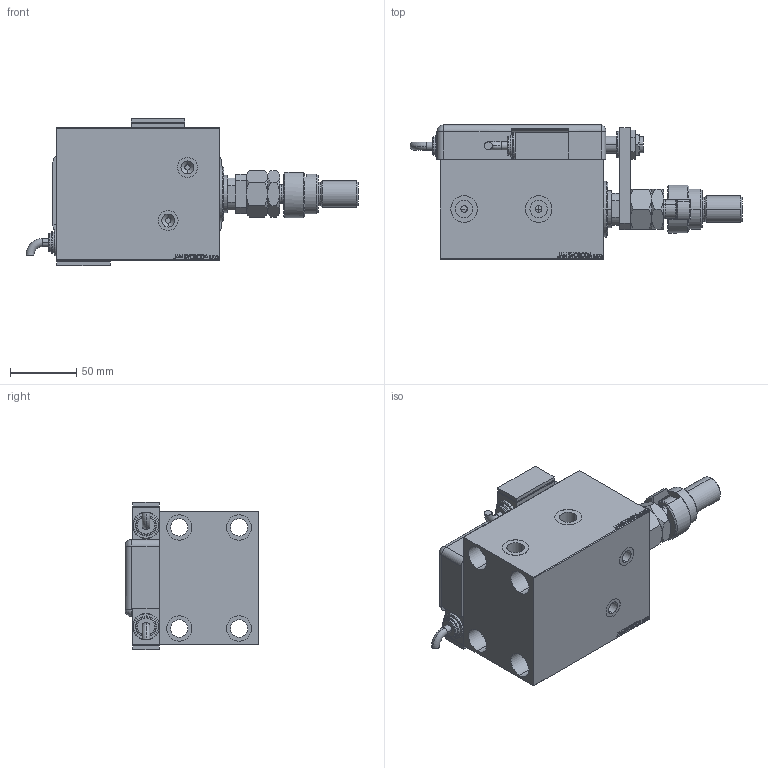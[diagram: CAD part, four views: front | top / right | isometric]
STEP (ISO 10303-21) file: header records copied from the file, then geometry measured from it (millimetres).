
FILE_DESCRIPTION (( 'STEP AP203' ), '1' );
FILE_NAME ('f6fd.STEP', '2022-04-17T15:45:05', ( '' ), ( '' ), 'SwSTEP 2.0', 'SolidWorks 2019', '' );
FILE_SCHEMA (( 'CONFIG_CONTROL_DESIGN' ));
Length unit declared in the file: millimetre
Products named in the file (16): SWITCH Q 119e8072575fb00225080de6c9d09ca2; FEMALE_PART_FOR_DFA 119e8072575fb00225080de6c9d09ca2; MAGNETIC SWITCH Q 119e8072575fb00225080de6c9d09ca2; V450CP_C 119e8072575fb00225080de6c9d09ca2; TYC 119e8072575fb00225080de6c9d09ca2; SWITCH_Q_FRONT_BACK 119e8072575fb00225080de6c9d09ca2; V450CP_B_VCP 119e8072575fb00225080de6c9d09ca2; f6fd; MFA 119e8072575fb00225080de6c9d09ca2; Q_T_W_DFA 119e8072575fb00225080de6c9d09ca2; SWITCH DIM A_G 119e8072575fb00225080de6c9d09ca2; NUT_D13 119e8072575fb00225080de6c9d09ca2; KRYT 119e8072575fb00225080de6c9d09ca2; ZARAZKA_Q 119e8072575fb00225080de6c9d09ca2; NUT_D19 119e8072575fb00225080de6c9d09ca2; V450CP_VC_B 119e8072575fb00225080de6c9d09ca2
Assembly tree (16 placements, depth 3):
  f6fd
    V450CP_C 119e8072575fb00225080de6c9d09ca2
    MAGNETIC SWITCH Q 119e8072575fb00225080de6c9d09ca2
      SWITCH_Q_FRONT_BACK 119e8072575fb00225080de6c9d09ca2
      TYC 119e8072575fb00225080de6c9d09ca2
      ZARAZKA_Q 119e8072575fb00225080de6c9d09ca2
      SWITCH DIM A_G 119e8072575fb00225080de6c9d09ca2
      NUT_D19 119e8072575fb00225080de6c9d09ca2
      NUT_D13 119e8072575fb00225080de6c9d09ca2
      KRYT 119e8072575fb00225080de6c9d09ca2
      SWITCH Q 119e8072575fb00225080de6c9d09ca2  x2
    Q_T_W_DFA 119e8072575fb00225080de6c9d09ca2
      FEMALE_PART_FOR_DFA 119e8072575fb00225080de6c9d09ca2
      MFA 119e8072575fb00225080de6c9d09ca2
    V450CP_B_VCP 119e8072575fb00225080de6c9d09ca2
    V450CP_VC_B 119e8072575fb00225080de6c9d09ca2
Bounding box: 249.76 x 100.8 x 111 mm (x, y, z)
Volume: 999234.6 mm3; surface area: 207030.8 mm2
Topology: 15 solids, 15 shells, 1357 faces, 3399 edges, 2225 vertices
Faces by surface type: plane 648, bspline 471, cylinder 144, cone 66, torus 26, sphere 2
Entity records: 63323 total; most frequent: CARTESIAN_POINT 33065, ORIENTED_EDGE 6602, DIRECTION 4383, EDGE_CURVE 3301, VERTEX_POINT 2165, LINE 1905, VECTOR 1905, EDGE_LOOP 1498
